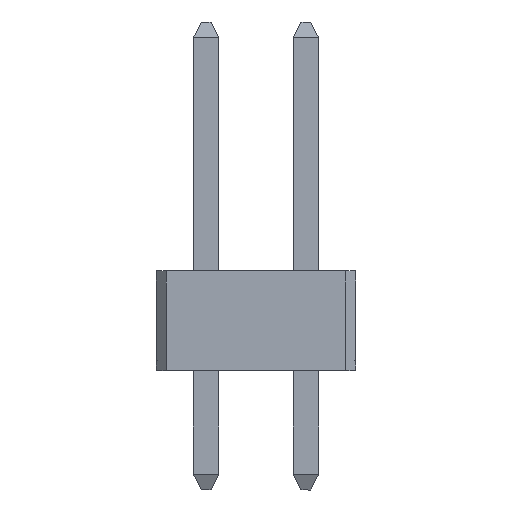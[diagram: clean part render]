
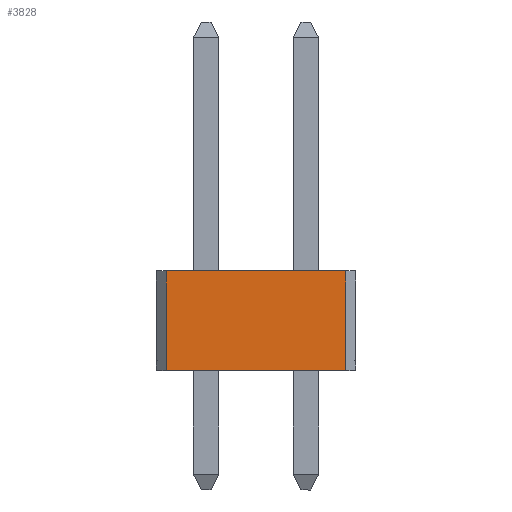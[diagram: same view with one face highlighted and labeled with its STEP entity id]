
A CAD part, left-side view. The second image highlights one B-rep face of the part: STEP entity #3828.
In plain terms, the highlighted planar face has unit normal (-1, 0, 0).
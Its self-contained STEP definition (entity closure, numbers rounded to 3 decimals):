
#47=FACE_OUTER_BOUND('',#281,.T.);
#281=EDGE_LOOP('',(#2503,#2504,#2505,#2506));
#535=LINE('',#5337,#1071);
#566=LINE('',#5402,#1102);
#567=LINE('',#5405,#1103);
#568=LINE('',#5406,#1104);
#1071=VECTOR('',#4322,4.572);
#1102=VECTOR('',#4365,2.54);
#1103=VECTOR('',#4368,4.572);
#1104=VECTOR('',#4369,2.54);
#1606=VERTEX_POINT('',#5334);
#1607=VERTEX_POINT('',#5336);
#1635=VERTEX_POINT('',#5400);
#1636=VERTEX_POINT('',#5404);
#1931=EDGE_CURVE('',#1607,#1606,#535,.T.);
#1962=EDGE_CURVE('',#1606,#1635,#566,.T.);
#1963=EDGE_CURVE('',#1636,#1635,#567,.T.);
#1964=EDGE_CURVE('',#1607,#1636,#568,.T.);
#2503=ORIENTED_EDGE('',*,*,#1931,.T.);
#2504=ORIENTED_EDGE('',*,*,#1962,.T.);
#2505=ORIENTED_EDGE('',*,*,#1963,.F.);
#2506=ORIENTED_EDGE('',*,*,#1964,.F.);
#3539=PLANE('',#4077);
#3828=ADVANCED_FACE('',(#47),#3539,.T.);
#4077=AXIS2_PLACEMENT_3D('',#5403,#4366,#4367);
#4322=DIRECTION('',(0.,0.,1.));
#4365=DIRECTION('',(0.,1.,0.));
#4366=DIRECTION('center_axis',(-1.,0.,0.));
#4367=DIRECTION('ref_axis',(0.,0.,1.));
#4368=DIRECTION('',(0.,0.,1.));
#4369=DIRECTION('',(0.,1.,0.));
#5334=CARTESIAN_POINT('',(-1.27,0.,2.286));
#5336=CARTESIAN_POINT('',(-1.27,0.,-2.286));
#5337=CARTESIAN_POINT('',(-1.27,0.,-2.286));
#5400=CARTESIAN_POINT('',(-1.27,2.54,2.286));
#5402=CARTESIAN_POINT('',(-1.27,0.,2.286));
#5403=CARTESIAN_POINT('Origin',(-1.27,0.,-2.286));
#5404=CARTESIAN_POINT('',(-1.27,2.54,-2.286));
#5405=CARTESIAN_POINT('',(-1.27,2.54,-2.286));
#5406=CARTESIAN_POINT('',(-1.27,0.,-2.286));
